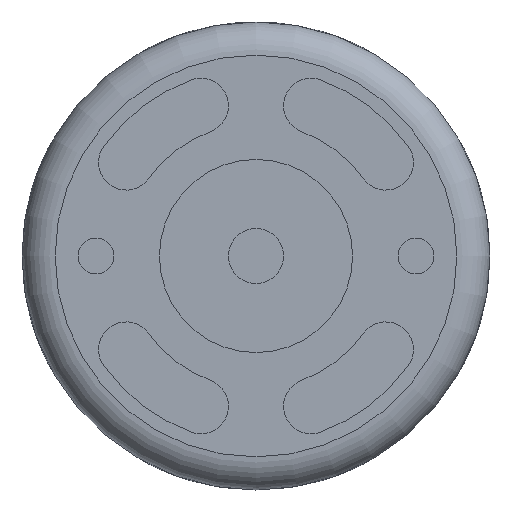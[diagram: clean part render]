
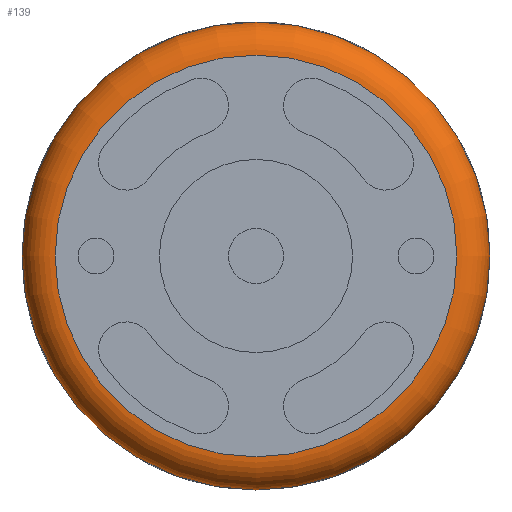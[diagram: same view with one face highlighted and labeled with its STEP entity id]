
A CAD part, left-side view. The second image highlights one B-rep face of the part: STEP entity #139.
In plain terms, the highlighted toroidal (fillet/blend) face has major radius 18.2 mm and minor radius 3 mm.
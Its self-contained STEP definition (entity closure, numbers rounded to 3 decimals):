
#139 = ADVANCED_FACE( '', ( #345, #346 ), #347, .T. );
#345 = FACE_OUTER_BOUND( '', #622, .T. );
#346 = FACE_OUTER_BOUND( '', #623, .T. );
#347 = TOROIDAL_SURFACE( '', #624, 18.2, 3. );
#622 = EDGE_LOOP( '', ( #998 ) );
#623 = EDGE_LOOP( '', ( #999 ) );
#624 = AXIS2_PLACEMENT_3D( '', #1000, #1001, #1002 );
#998 = ORIENTED_EDGE( '', *, *, #1440, .F. );
#999 = ORIENTED_EDGE( '', *, *, #1537, .F. );
#1000 = CARTESIAN_POINT( '', ( -56., 0., 0. ) );
#1001 = DIRECTION( '', ( 1., 0., 0. ) );
#1002 = DIRECTION( '', ( 0., 0., -1. ) );
#1440 = EDGE_CURVE( '', #1691, #1691, #1692, .T. );
#1537 = EDGE_CURVE( '', #1854, #1854, #1855, .F. );
#1691 = VERTEX_POINT( '', #2324 );
#1692 = CIRCLE( '', #2325, 21.2 );
#1854 = VERTEX_POINT( '', #2660 );
#1855 = CIRCLE( '', #2661, 18.2 );
#2324 = CARTESIAN_POINT( '', ( -56., 0., -21.2 ) );
#2325 = AXIS2_PLACEMENT_3D( '', #3016, #3017, #3018 );
#2660 = CARTESIAN_POINT( '', ( -59., 0., -18.2 ) );
#2661 = AXIS2_PLACEMENT_3D( '', #3166, #3167, #3168 );
#3016 = CARTESIAN_POINT( '', ( -56., 0., 0. ) );
#3017 = DIRECTION( '', ( 1., 0., 0. ) );
#3018 = DIRECTION( '', ( 0., 0., -1. ) );
#3166 = CARTESIAN_POINT( '', ( -59., 0., 0. ) );
#3167 = DIRECTION( '', ( 1., 0., 0. ) );
#3168 = DIRECTION( '', ( 0., 0., -1. ) );
